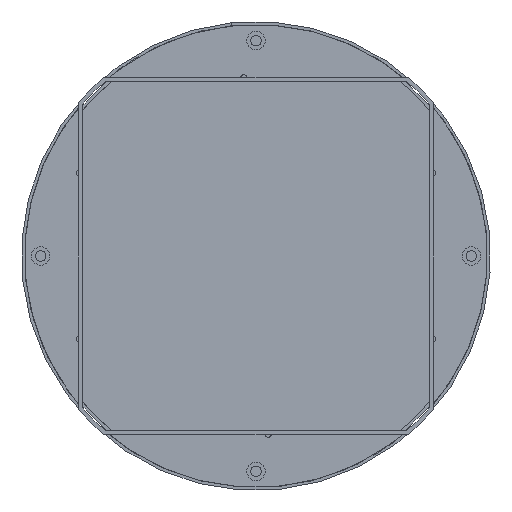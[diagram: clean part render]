
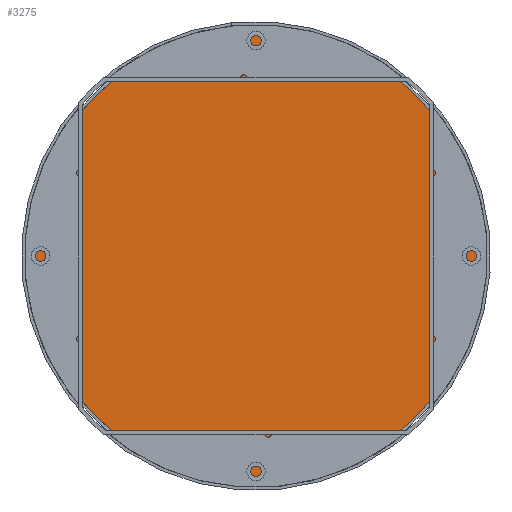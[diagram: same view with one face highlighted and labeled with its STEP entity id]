
A CAD part, front view. The second image highlights one B-rep face of the part: STEP entity #3275.
In plain terms, the highlighted face is planar.
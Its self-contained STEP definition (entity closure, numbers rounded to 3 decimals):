
#3202=CARTESIAN_POINT('',(0.,2.,0.));
#3203=DIRECTION('',(0.,1.,0.));
#3204=DIRECTION('',(0.,0.,-1.));
#3205=AXIS2_PLACEMENT_3D('',#3202,#3203,#3204);
#3220=CARTESIAN_POINT('',(0.,2.,0.));
#3221=DIRECTION('',(0.,-1.,0.));
#3222=DIRECTION('',(0.,0.,-1.));
#3223=AXIS2_PLACEMENT_3D('',#3220,#3221,#3222);
#3231=CARTESIAN_POINT('',(0.,2.,-147.5));
#3233=VERTEX_POINT('',#3231);
#3235=CARTESIAN_POINT('',(0.,2.,147.5));
#3237=VERTEX_POINT('',#3235);
#3265=CARTESIAN_POINT('',(0.,2.,0.));
#3266=DIRECTION('',(0.,1.,0.));
#3267=DIRECTION('',(1.,0.,0.));
#3268=AXIS2_PLACEMENT_3D('',#3265,#3266,#3267);
#3269=PLANE('',#3268);
#3270=ORIENTED_EDGE('',*,*,#3255,.F.);
#3272=ORIENTED_EDGE('',*,*,#3271,.T.);
#3273=EDGE_LOOP('',(#3270,#3272));
#3274=FACE_OUTER_BOUND('',#3273,.F.);
#3206=CIRCLE('',#3205,147.5);
#3224=CIRCLE('',#3223,147.5);
#3255=EDGE_CURVE('',#3233,#3237,#3206,.T.);
#3271=EDGE_CURVE('',#3233,#3237,#3224,.T.);
#3275=ADVANCED_FACE('',(#3274),#3269,.T.);
